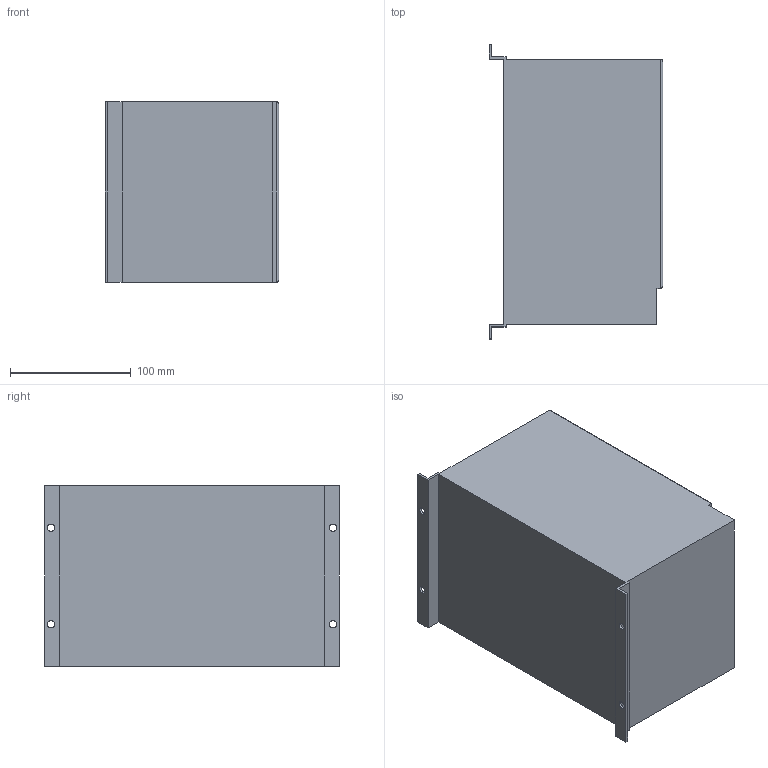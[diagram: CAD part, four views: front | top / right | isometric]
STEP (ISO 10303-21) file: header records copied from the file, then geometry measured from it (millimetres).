
FILE_DESCRIPTION (( 'STEP AP203' ), '1' );
FILE_NAME ('Ýëåêòðîïðèâîä ê ÂÀ-99Ñ (Compact NS) CD2-630 EKF PROxima.STEP', '2016-11-02T19:29:47', ( '' ), ( '' ), 'SwSTEP 2.0', 'SolidWorks 2014', '' );
FILE_SCHEMA (( 'CONFIG_CONTROL_DESIGN' ));
Length unit declared in the file: millimetre
Products named in the file (1): Ýëåêòðîïðèâîä ê ÂÀ-99Ñ (Compact NS) CD2-630 EKF PROxima
Bounding box: 144 x 244 x 150 mm (x, y, z)
Volume: 4347093.2 mm3; surface area: 177310.6 mm2
Topology: 1 solids, 1 shells, 32 faces, 86 edges, 56 vertices
Faces by surface type: plane 20, cylinder 12
Entity records: 1087 total; most frequent: CARTESIAN_POINT 187, ORIENTED_EDGE 172, DIRECTION 164, EDGE_CURVE 86, VECTOR 66, LINE 66, VERTEX_POINT 56, AXIS2_PLACEMENT_3D 49
